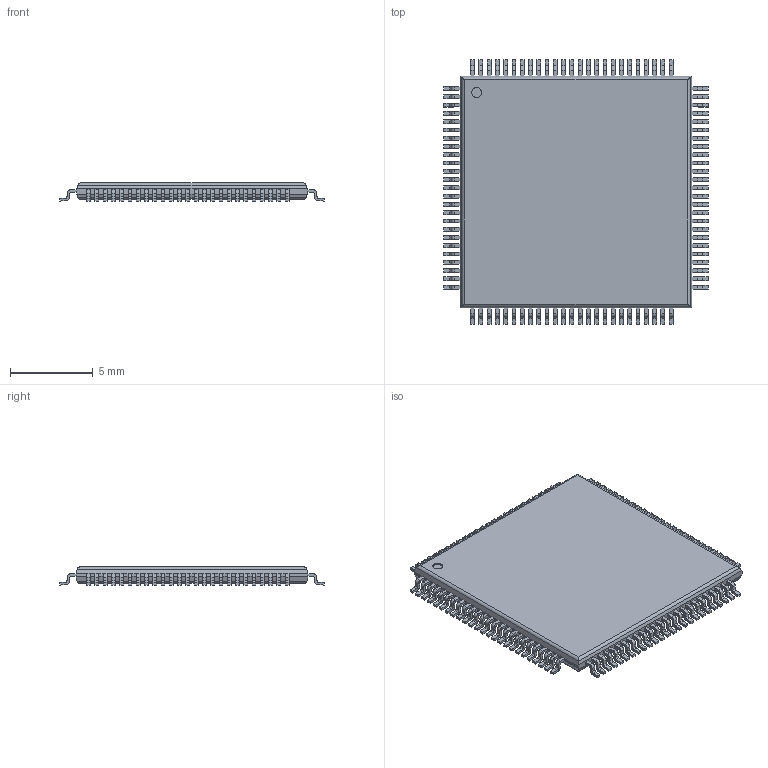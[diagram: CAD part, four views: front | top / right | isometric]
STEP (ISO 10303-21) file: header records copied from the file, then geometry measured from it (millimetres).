
FILE_DESCRIPTION(/* description */ (''),/* implementation_level */ '2;1');
FILE_NAME(/* name */ 'ATMEGA2560-16AU v1.step',/* time_stamp */ '2020-09-24T08:49:36-05:00',/* author */ (''),/* organization */ (''),/* preprocessor_version */ 'ST-DEVELOPER v18.1',/* originating_system */ 'Autodesk Translation Framework v9.3.0.1241',/* authorisation */ '');
FILE_SCHEMA (('AUTOMOTIVE_DESIGN { 1 0 10303 214 3 1 1 }'));
Length unit declared in the file: millimetre
Products named in the file (1): ATMEGA2560-16AU
Bounding box: 16 x 16 x 1.1 mm (x, y, z)
Volume: 197.6 mm3; surface area: 537.2 mm2
Topology: 1 solids, 1 shells, 1374 faces, 3763 edges, 2442 vertices
Faces by surface type: plane 965, cylinder 409
Full cylindrical faces by diameter (mm): 0.6 x1
Entity records: 44646 total; most frequent: CARTESIAN_POINT 7684, ORIENTED_EDGE 7526, DIRECTION 7315, EDGE_CURVE 3763, LINE 2945, VECTOR 2945, VERTEX_POINT 2442, AXIS2_PLACEMENT_3D 2185
